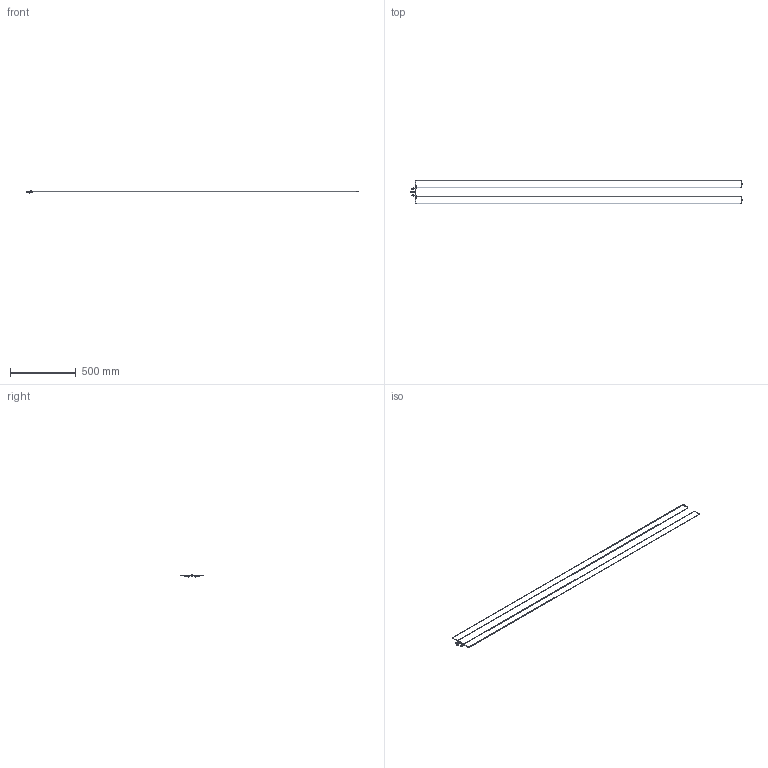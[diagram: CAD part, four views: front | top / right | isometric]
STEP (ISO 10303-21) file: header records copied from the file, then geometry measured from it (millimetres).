
FILE_DESCRIPTION(/* description */ (''),/* implementation_level */ '2;1');
FILE_NAME(/* name */ '2209_cooling loop.stp',/* time_stamp */ '2022-09-07T16:07:24+02:00',/* author */ (''),/* organization */ (''),/* preprocessor_version */ 'ST-DEVELOPER v18.102',/* originating_system */ 'SIEMENS PLM Software NX 2000',/* authorisation */ '');
FILE_SCHEMA (('AUTOMOTIVE_DESIGN { 1 0 10303 214 3 1 1 1 }'));
Length unit declared in the file: millimetre
Products named in the file (1): bmas3B8CFB56u9c2
Bounding box: 2526.12 x 180.36 x 17.38 mm (x, y, z)
Volume: 29142.6 mm3; surface area: 214082.2 mm2
Topology: 13 solids, 13 shells, 188 faces, 379 edges, 231 vertices
Faces by surface type: plane 63, cylinder 58, cone 47, torus 20
Full cylindrical faces by diameter (mm): 3 x19, 3.5 x14, 3.55 x6, 3.95 x1, 4 x1, 5 x3, 5.08 x3, 5.334 x3, 5.5 x2, 6.35 x3, 7.938 x3
Entity records: 4371 total; most frequent: CARTESIAN_POINT 909, DIRECTION 724, ORIENTED_EDGE 532, AXIS2_PLACEMENT_3D 347, EDGE_LOOP 320, EDGE_CURVE 266, FACE_BOUND 263, VERTEX_POINT 208
